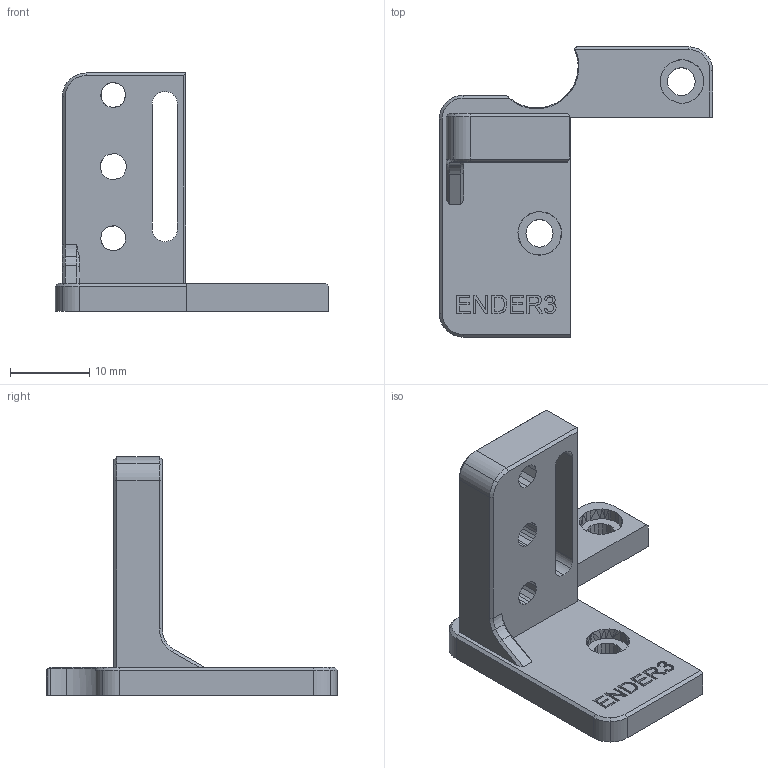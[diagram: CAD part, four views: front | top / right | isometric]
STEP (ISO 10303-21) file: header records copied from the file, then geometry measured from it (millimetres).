
FILE_DESCRIPTION(('STEP AP214'),'1');
FILE_NAME('ender3-no-support-bltouch-mount-4a-fixed.stp','2018-09-10T08:50:06',(''),(''),'Spatial InterOp 3D',' ',' ');
FILE_SCHEMA(('automotive_design'));
Length unit declared in the file: inch
Products named in the file (1): Part_258218
Bounding box: 34.39 x 36.52 x 29.96 mm (x, y, z)
Volume: 4134.8 mm3; surface area: 3235.1 mm2
Topology: 1 solids, 1 shells, 488 faces, 1320 edges, 853 vertices
Faces by surface type: plane 387, extrusion 59, cylinder 24, cone 18
Entity records: 19511 total; most frequent: CARTESIAN_POINT 3616, ORIENTED_EDGE 2640, DIRECTION 2128, EDGE_CURVE 1320, VECTOR 1130, LINE 1071, VERTEX_POINT 853, EDGE_LOOP 519
